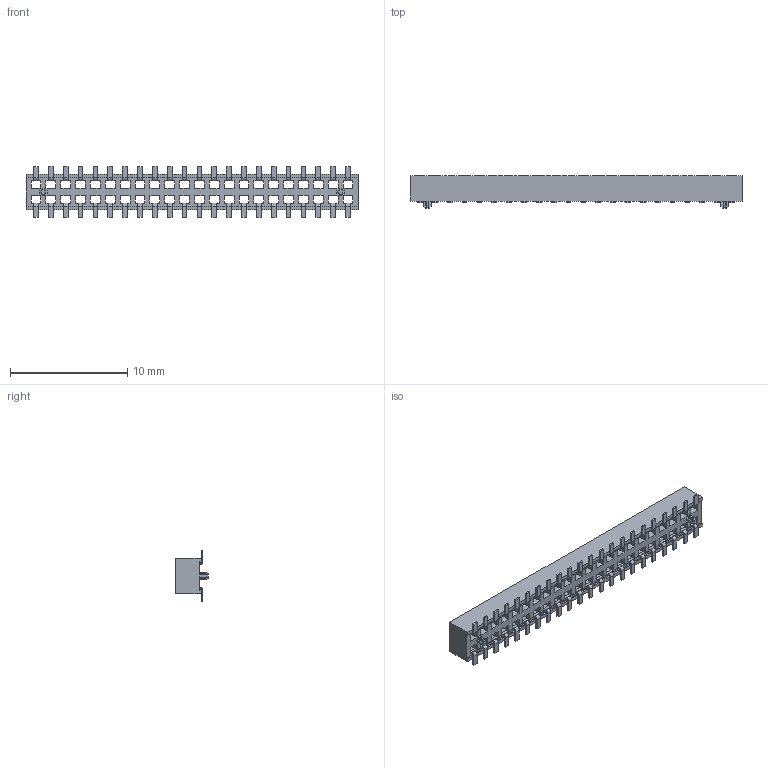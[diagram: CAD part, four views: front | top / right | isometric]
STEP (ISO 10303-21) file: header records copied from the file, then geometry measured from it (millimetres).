
FILE_DESCRIPTION( ( 'STEP AP214' ), '1' );
FILE_NAME( 'CLP-122-02-F-D-BE-A.stp', '2021-01-29T04:17:36', ( 'License CC BY-ND 4.0' ), ( 'CADENAS' ), ' ', 'PARTsolutions', ' ' );
FILE_SCHEMA( ( 'AUTOMOTIVE_DESIGN { 1 0 10303 214 1 1 1 1 }' ) );
Length unit declared in the file: inch
Products named in the file (4): CLP-122-02-F-D-BE-A; _CLP-122-2-F-D-BE-A_terminal; _C-106-22-122-BE_Pin; _CLP_ap
Assembly tree (5 placements, depth 2):
  CLP-122-02-F-D-BE-A
    _CLP-122-2-F-D-BE-A_terminal
    _C-106-22-122-BE_Pin  x2
    _CLP_ap  x2
Bounding box: 28.37 x 2.77 x 4.32 mm (x, y, z)
Volume: 135.1 mm3; surface area: 634.8 mm2
Topology: 5 solids, 5 shells, 594 faces, 1744 edges, 1160 vertices
Faces by surface type: plane 506, cylinder 88
Entity records: 16170 total; most frequent: CARTESIAN_POINT 2308, ORIENTED_EDGE 2296, DIRECTION 2028, EDGE_CURVE 1148, LINE 1060, VECTOR 1060, VERTEX_POINT 764, AXIS2_PLACEMENT_3D 484
